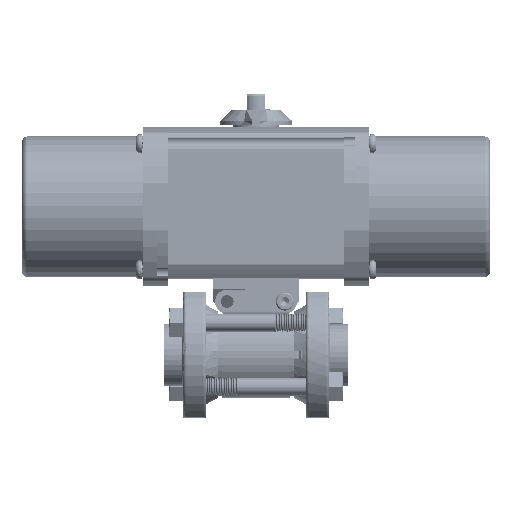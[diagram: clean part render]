
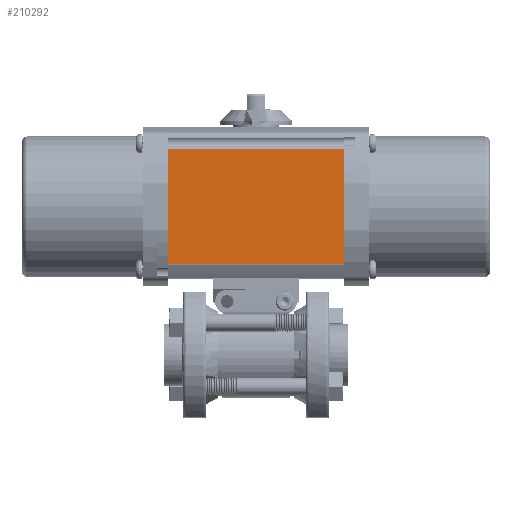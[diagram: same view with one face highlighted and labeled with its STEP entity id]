
A CAD part, top view. The second image highlights one B-rep face of the part: STEP entity #210292.
In plain terms, the highlighted planar face has unit normal (0, 0, 1).
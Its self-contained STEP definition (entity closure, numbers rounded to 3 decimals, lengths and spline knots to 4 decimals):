
#5073 = LINE ( 'NONE', #47457, #90439 ) ;
#9867 = PLANE ( 'NONE',  #32619 ) ;
#10203 = EDGE_CURVE ( 'NONE', #127144, #146611, #94818, .T. ) ;
#11129 = CARTESIAN_POINT ( 'NONE',  ( -1.5275, 3.5621, 1.17 ) ) ;
#12881 = VECTOR ( 'NONE', #140177, 39.3701 ) ;
#16226 = VECTOR ( 'NONE', #168639, 39.3701 ) ;
#17808 = CARTESIAN_POINT ( 'NONE',  ( 1.5275, 1.5679, 1.17 ) ) ;
#22662 = FACE_OUTER_BOUND ( 'NONE', #209221, .T. ) ;
#26920 = DIRECTION ( 'NONE',  ( 0., 0., -1. ) ) ;
#32619 = AXIS2_PLACEMENT_3D ( 'NONE', #128358, #26920, #146267 ) ;
#34746 = ORIENTED_EDGE ( 'NONE', *, *, #192837, .F. ) ;
#44746 = DIRECTION ( 'NONE',  ( -1., 0., 0. ) ) ;
#47457 = CARTESIAN_POINT ( 'NONE',  ( -1.5275, 3.5694, 1.17 ) ) ;
#52571 = EDGE_CURVE ( 'NONE', #196461, #146611, #5073, .T. ) ;
#72279 = CARTESIAN_POINT ( 'NONE',  ( 1.5275, 3.5694, 1.17 ) ) ;
#76511 = ORIENTED_EDGE ( 'NONE', *, *, #52571, .F. ) ;
#79538 = ORIENTED_EDGE ( 'NONE', *, *, #197715, .T. ) ;
#90439 = VECTOR ( 'NONE', #166832, 39.3701 ) ;
#91817 = CARTESIAN_POINT ( 'NONE',  ( -1.5275, 1.5679, 1.17 ) ) ;
#94818 = LINE ( 'NONE', #164165, #150971 ) ;
#107773 = VERTEX_POINT ( 'NONE', #17808 ) ;
#127144 = VERTEX_POINT ( 'NONE', #177754 ) ;
#128358 = CARTESIAN_POINT ( 'NONE',  ( -5.0403, 3.5694, 1.17 ) ) ;
#140177 = DIRECTION ( 'NONE',  ( 0., -1., 0. ) ) ;
#143490 = LINE ( 'NONE', #72279, #12881 ) ;
#146267 = DIRECTION ( 'NONE',  ( 0., -1., 0. ) ) ;
#146611 = VERTEX_POINT ( 'NONE', #11129 ) ;
#150971 = VECTOR ( 'NONE', #44746, 39.3701 ) ;
#163539 = ORIENTED_EDGE ( 'NONE', *, *, #10203, .T. ) ;
#164165 = CARTESIAN_POINT ( 'NONE',  ( -5.0403, 3.5621, 1.17 ) ) ;
#166832 = DIRECTION ( 'NONE',  ( 0., 1., 0. ) ) ;
#168639 = DIRECTION ( 'NONE',  ( 1., 0., 0. ) ) ;
#177754 = CARTESIAN_POINT ( 'NONE',  ( 1.5275, 3.5621, 1.17 ) ) ;
#182916 = CARTESIAN_POINT ( 'NONE',  ( -5.0403, 1.5679, 1.17 ) ) ;
#192351 = LINE ( 'NONE', #182916, #16226 ) ;
#192837 = EDGE_CURVE ( 'NONE', #127144, #107773, #143490, .T. ) ;
#196461 = VERTEX_POINT ( 'NONE', #91817 ) ;
#197715 = EDGE_CURVE ( 'NONE', #196461, #107773, #192351, .T. ) ;
#209221 = EDGE_LOOP ( 'NONE', ( #34746, #163539, #76511, #79538 ) ) ;
#210292 = ADVANCED_FACE ( 'NONE', ( #22662 ), #9867, .F. ) ;
